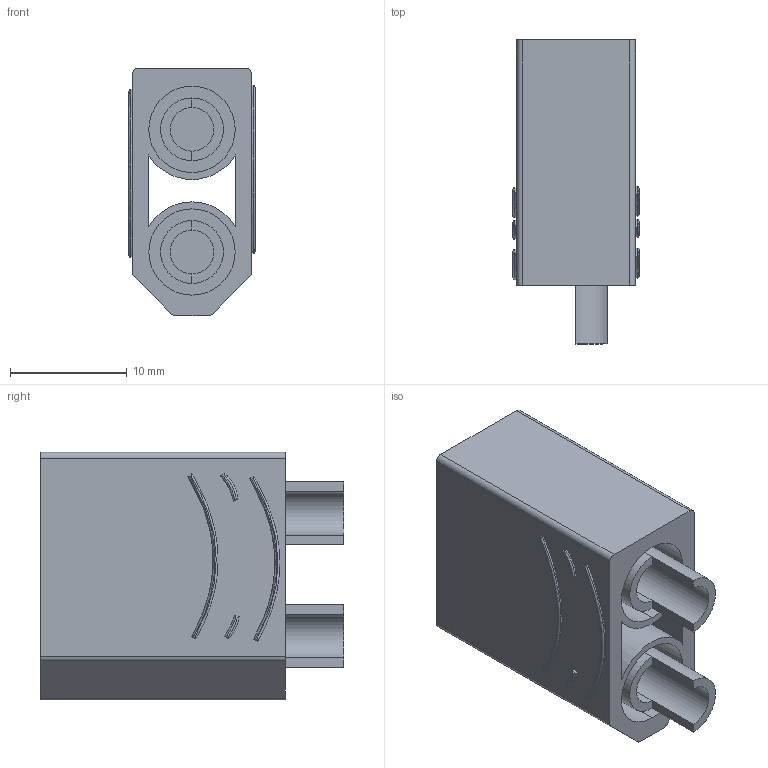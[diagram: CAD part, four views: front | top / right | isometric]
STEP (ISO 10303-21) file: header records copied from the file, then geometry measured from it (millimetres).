
FILE_DESCRIPTION (( 'STEP AP214' ), '1' );
FILE_NAME ('con_bat-60A.STEP', '2020-05-15T17:24:13', ( '' ), ( '' ), 'SwSTEP 2.0', 'SolidWorks 2018', '' );
FILE_SCHEMA (( 'AUTOMOTIVE_DESIGN' ));
Length unit declared in the file: millimetre
Products named in the file (1): con_bat-60A
Bounding box: 10.8 x 26 x 21.2 mm (x, y, z)
Volume: 1698.4 mm3; surface area: 3899.3 mm2
Topology: 1 solids, 1 shells, 198 faces, 471 edges, 290 vertices
Faces by surface type: plane 79, cylinder 71, bspline 32, torus 16
Entity records: 7811 total; most frequent: CARTESIAN_POINT 2492, ORIENTED_EDGE 942, DIRECTION 803, EDGE_CURVE 471, VERTEX_POINT 290, AXIS2_PLACEMENT_3D 277, LINE 249, VECTOR 249
